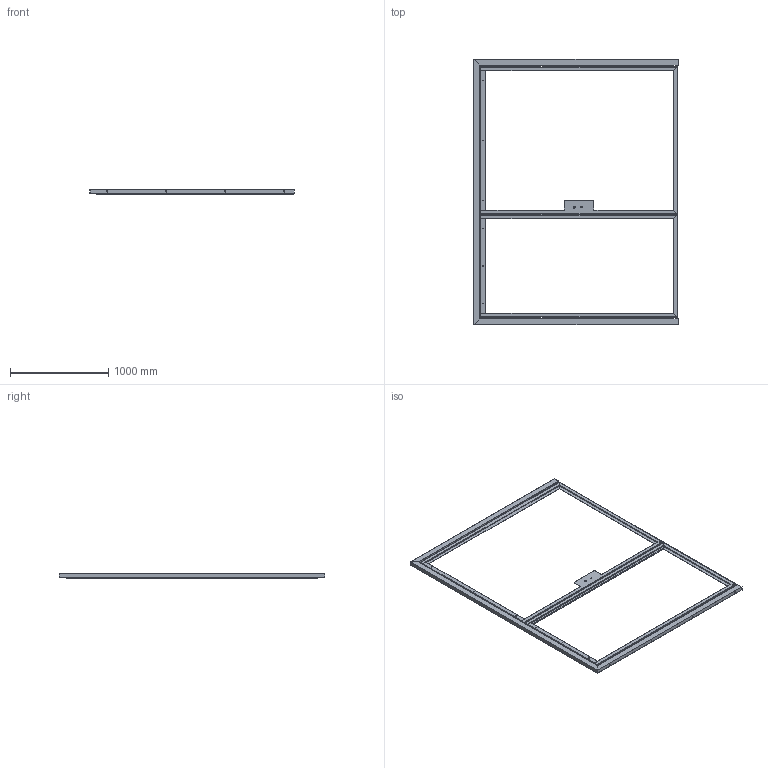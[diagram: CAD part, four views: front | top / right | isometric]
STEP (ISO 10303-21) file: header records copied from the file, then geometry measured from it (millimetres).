
FILE_DESCRIPTION (( 'STEP AP203' ), '1' );
FILE_NAME ('Ans Usa 2.55x2 m.STEP', '2025-04-09T07:04:21', ( 'Windows User' ), ( '' ), 'SwSTEP 2.0', 'SolidWorks 2023', '' );
FILE_SCHEMA (( 'CONFIG_CONTROL_DESIGN' ));
Length unit declared in the file: millimetre
Products named in the file (15): Ans Cadru fixare; Ans Cadru 1.5x2 m; OL3_Stalp lateral_1 buc; OL3_Platbanda oprire usa _1 buc.; OL3_Stalp jos usa 1.05x2m_1 buc; OL3_Stalp lateral cu iala_1 buc; OL3_Stalp lateral cu gaura usa 1.05x2m_1 buc; Profil 60x40x2 lateral derapta; Profil 60x40 lateral; OL3_Platbanda_2 buc; Ans Usa 2.55x2 m; OL3_Platbanda usa1.05x2m_2 buc; OL3_Stalp jos_1 buc; Ans Cadru 1.05x2 m; Profil 60x40x2 sus
Assembly tree (17 placements, depth 3):
  Ans Usa 2.55x2 m
    Ans Cadru 1.05x2 m
      OL3_Platbanda usa1.05x2m_2 buc  x2
      OL3_Stalp lateral cu gaura usa 1.05x2m_1 buc
      OL3_Platbanda oprire usa _1 buc.
      OL3_Stalp lateral_1 buc
      OL3_Stalp jos usa 1.05x2m_1 buc
    Ans Cadru 1.5x2 m
      OL3_Stalp lateral cu iala_1 buc
      OL3_Platbanda_2 buc  x2
      OL3_Stalp jos_1 buc
      OL3_Stalp lateral_1 buc
    Ans Cadru fixare
      Profil 60x40x2 sus
      Profil 60x40 lateral
      Profil 60x40x2 lateral derapta
Bounding box: 2074.5 x 2700 x 51 mm (x, y, z)
Volume: 7310875.7 mm3; surface area: 5849224.4 mm2
Topology: 14 solids, 14 shells, 274 faces, 642 edges, 396 vertices
Faces by surface type: plane 167, cylinder 91, bspline 16
Entity records: 8822 total; most frequent: CARTESIAN_POINT 1793, DIRECTION 1106, ORIENTED_EDGE 1076, EDGE_CURVE 538, LINE 388, VECTOR 388, AXIS2_PLACEMENT_3D 359, VERTEX_POINT 332
